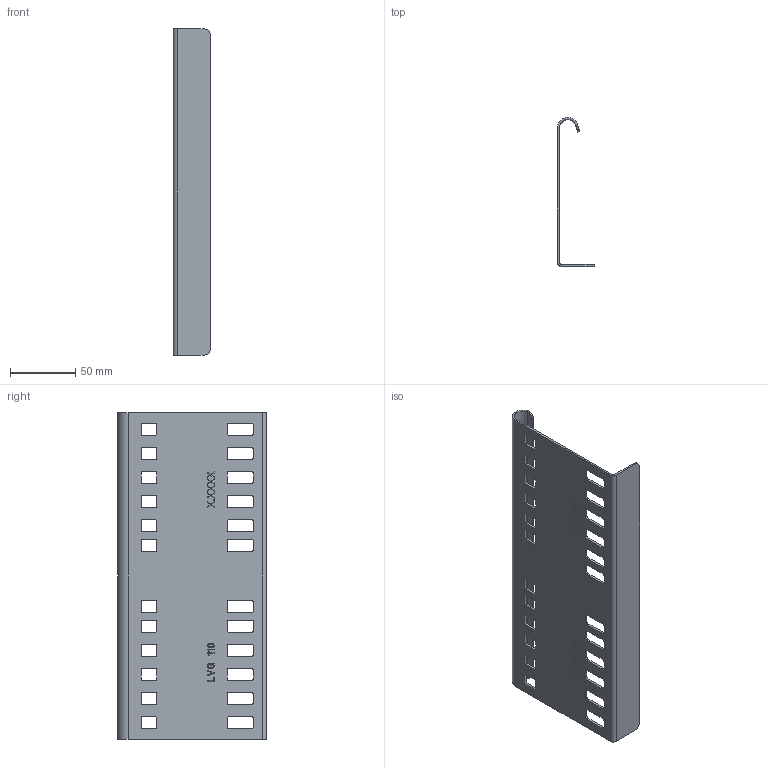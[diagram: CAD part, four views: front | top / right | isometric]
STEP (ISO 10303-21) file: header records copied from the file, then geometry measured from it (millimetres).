
FILE_DESCRIPTION((''),'2;1');
FILE_NAME('6216545','2012-10-09T',('AndreasKeweloh'),(''),'PRO/ENGINEER BY PARAMETRIC TECHNOLOGY CORPORATION, 2012230','PRO/ENGINEER BY PARAMETRIC TECHNOLOGY CORPORATION, 2012230','');
FILE_SCHEMA(('CONFIG_CONTROL_DESIGN'));
Length unit declared in the file: millimetre
Products named in the file (1): 6216545
Bounding box: 28.5 x 113.99 x 250 mm (x, y, z)
Volume: 53974.8 mm3; surface area: 74915 mm2
Topology: 1 solids, 1 shells, 225 faces, 860 edges, 650 vertices
Faces by surface type: plane 119, cylinder 104, bspline 2
Entity records: 9540 total; most frequent: CARTESIAN_POINT 1781, ORIENTED_EDGE 1720, DIRECTION 1518, EDGE_CURVE 860, VERTEX_POINT 650, VECTOR 648, LINE 648, AXIS2_PLACEMENT_3D 435
